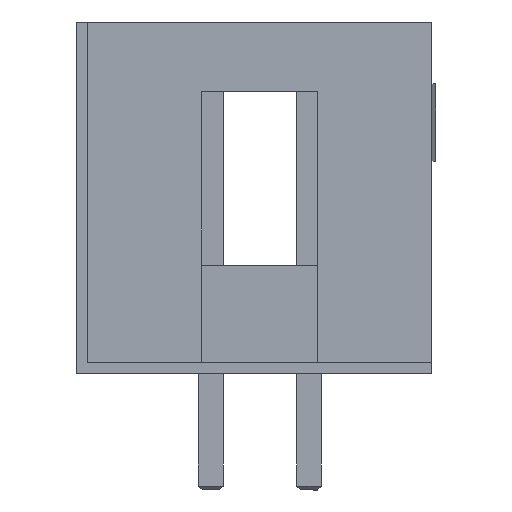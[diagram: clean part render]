
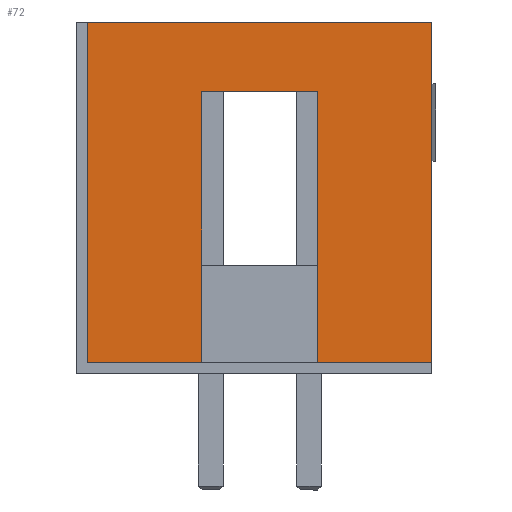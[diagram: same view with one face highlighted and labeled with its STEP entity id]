
A CAD part, left-side view. The second image highlights one B-rep face of the part: STEP entity #72.
In plain terms, the highlighted planar face has unit normal (-1, 0, 0).
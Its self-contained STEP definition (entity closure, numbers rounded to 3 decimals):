
#72 = ADVANCED_FACE ( 'NONE', ( #3041 ), #14151, .T. ) ;
#765 = VERTEX_POINT ( 'NONE', #16925 ) ;
#768 = VERTEX_POINT ( 'NONE', #16932 ) ;
#875 = VERTEX_POINT ( 'NONE', #17135 ) ;
#882 = VERTEX_POINT ( 'NONE', #17150 ) ;
#2654 = EDGE_CURVE ( 'NONE', #12441, #882, #27291, .T. ) ;
#2658 = EDGE_CURVE ( 'NONE', #875, #9802, #27303, .T. ) ;
#2687 = EDGE_CURVE ( 'NONE', #12449, #9800, #27390, .T. ) ;
#2688 = EDGE_CURVE ( 'NONE', #768, #882, #27393, .T. ) ;
#2689 = EDGE_CURVE ( 'NONE', #765, #875, #27396, .T. ) ;
#2690 = EDGE_CURVE ( 'NONE', #768, #765, #27399, .T. ) ;
#2708 = EDGE_CURVE ( 'NONE', #12449, #12441, #27453, .T. ) ;
#2741 = EDGE_CURVE ( 'NONE', #9800, #9802, #27562, .T. ) ;
#3041 = FACE_OUTER_BOUND ( 'NONE', #11875, .T. ) ;
#3044 = AXIS2_PLACEMENT_3D ( 'NONE', #14152, #14153, #14154 ) ;
#8979 = VECTOR ( 'NONE', #27293, 1000. ) ;
#8983 = VECTOR ( 'NONE', #27305, 1000. ) ;
#9012 = VECTOR ( 'NONE', #27392, 1000. ) ;
#9013 = VECTOR ( 'NONE', #27395, 1000. ) ;
#9014 = VECTOR ( 'NONE', #27398, 1000. ) ;
#9015 = VECTOR ( 'NONE', #27401, 1000. ) ;
#9033 = VECTOR ( 'NONE', #27455, 1000. ) ;
#9070 = VECTOR ( 'NONE', #27564, 1000. ) ;
#9800 = VERTEX_POINT ( 'NONE', #27698 ) ;
#9802 = VERTEX_POINT ( 'NONE', #27700 ) ;
#11875 = EDGE_LOOP ( 'NONE', ( #13177, #13179, #13175, #13178, #13180, #13181, #13182, #13184 ) ) ;
#12441 = VERTEX_POINT ( 'NONE', #27846 ) ;
#12449 = VERTEX_POINT ( 'NONE', #27854 ) ;
#13175 = ORIENTED_EDGE ( 'NONE', *, *, #2708, .F. ) ;
#13177 = ORIENTED_EDGE ( 'NONE', *, *, #2688, .T. ) ;
#13178 = ORIENTED_EDGE ( 'NONE', *, *, #2687, .T. ) ;
#13179 = ORIENTED_EDGE ( 'NONE', *, *, #2654, .F. ) ;
#13180 = ORIENTED_EDGE ( 'NONE', *, *, #2741, .T. ) ;
#13181 = ORIENTED_EDGE ( 'NONE', *, *, #2658, .F. ) ;
#13182 = ORIENTED_EDGE ( 'NONE', *, *, #2689, .F. ) ;
#13184 = ORIENTED_EDGE ( 'NONE', *, *, #2690, .F. ) ;
#14151 = PLANE ( 'NONE',  #3044 ) ;
#14152 = CARTESIAN_POINT ( 'NONE',  ( -5.17, -3.18, 9.1 ) ) ;
#14153 = DIRECTION ( 'NONE',  ( -1., 0., 0. ) ) ;
#14154 = DIRECTION ( 'NONE',  ( 0., -1., 0. ) ) ;
#16925 = CARTESIAN_POINT ( 'NONE',  ( -5.17, 2.77, 7.3 ) ) ;
#16932 = CARTESIAN_POINT ( 'NONE',  ( -5.17, -0.23, 7.3 ) ) ;
#17135 = CARTESIAN_POINT ( 'NONE',  ( -5.17, 2.77, 0.3 ) ) ;
#17150 = CARTESIAN_POINT ( 'NONE',  ( -5.17, -0.23, 0.3 ) ) ;
#27291 = LINE ( 'NONE', #27292, #8979 ) ;
#27292 = CARTESIAN_POINT ( 'NONE',  ( -5.17, -3.18, 0.3 ) ) ;
#27293 = DIRECTION ( 'NONE',  ( 0., 1., 0. ) ) ;
#27303 = LINE ( 'NONE', #27304, #8983 ) ;
#27304 = CARTESIAN_POINT ( 'NONE',  ( -5.17, -3.18, 0.3 ) ) ;
#27305 = DIRECTION ( 'NONE',  ( 0., 1., 0. ) ) ;
#27390 = LINE ( 'NONE', #27391, #9012 ) ;
#27391 = CARTESIAN_POINT ( 'NONE',  ( -5.17, -3.18, 9.1 ) ) ;
#27392 = DIRECTION ( 'NONE',  ( 0., 1., 0. ) ) ;
#27393 = LINE ( 'NONE', #27394, #9013 ) ;
#27394 = CARTESIAN_POINT ( 'NONE',  ( -5.17, -0.23, 7.3 ) ) ;
#27395 = DIRECTION ( 'NONE',  ( 0., 0., -1. ) ) ;
#27396 = LINE ( 'NONE', #27397, #9014 ) ;
#27397 = CARTESIAN_POINT ( 'NONE',  ( -5.17, 2.77, 7.3 ) ) ;
#27398 = DIRECTION ( 'NONE',  ( 0., 0., -1. ) ) ;
#27399 = LINE ( 'NONE', #27400, #9015 ) ;
#27400 = CARTESIAN_POINT ( 'NONE',  ( -5.17, 0., 7.3 ) ) ;
#27401 = DIRECTION ( 'NONE',  ( 0., 1., 0. ) ) ;
#27453 = LINE ( 'NONE', #27454, #9033 ) ;
#27454 = CARTESIAN_POINT ( 'NONE',  ( -5.17, -3.18, 9.1 ) ) ;
#27455 = DIRECTION ( 'NONE',  ( 0., 0., -1. ) ) ;
#27562 = LINE ( 'NONE', #27563, #9070 ) ;
#27563 = CARTESIAN_POINT ( 'NONE',  ( -5.17, 5.72, 9.1 ) ) ;
#27564 = DIRECTION ( 'NONE',  ( 0., 0., -1. ) ) ;
#27698 = CARTESIAN_POINT ( 'NONE',  ( -5.17, 5.72, 9.1 ) ) ;
#27700 = CARTESIAN_POINT ( 'NONE',  ( -5.17, 5.72, 0.3 ) ) ;
#27846 = CARTESIAN_POINT ( 'NONE',  ( -5.17, -3.18, 0.3 ) ) ;
#27854 = CARTESIAN_POINT ( 'NONE',  ( -5.17, -3.18, 9.1 ) ) ;
